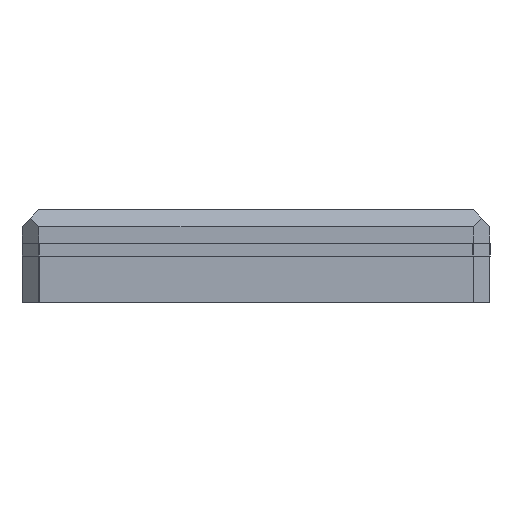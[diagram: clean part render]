
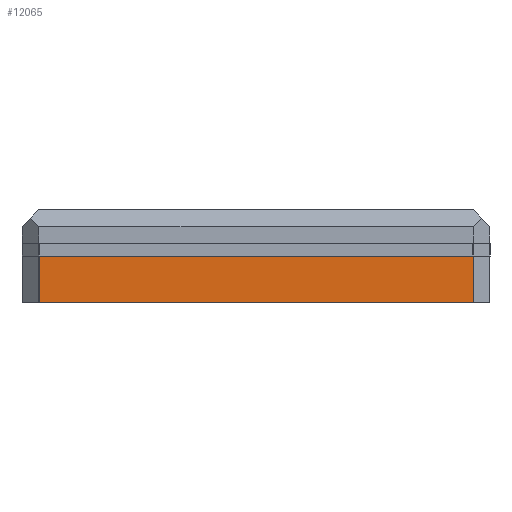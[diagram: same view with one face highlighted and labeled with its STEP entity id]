
A CAD part, left-side view. The second image highlights one B-rep face of the part: STEP entity #12065.
In plain terms, the highlighted planar face has unit normal (-1, 0, 0).
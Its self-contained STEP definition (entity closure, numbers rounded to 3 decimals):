
#222=FACE_OUTER_BOUND('',#835,.T.);
#835=EDGE_LOOP('',(#8640,#8641,#8642,#8643));
#1538=LINE('',#16470,#3272);
#1810=LINE('',#17025,#3544);
#2056=LINE('',#17515,#3790);
#2064=LINE('',#17543,#3798);
#3272=VECTOR('',#13361,1.);
#3544=VECTOR('',#13663,10.);
#3790=VECTOR('',#13911,1.);
#3798=VECTOR('',#13947,1.);
#4994=VERTEX_POINT('',#16467);
#4995=VERTEX_POINT('',#16469);
#5263=VERTEX_POINT('',#17023);
#5506=VERTEX_POINT('',#17513);
#6203=EDGE_CURVE('',#4994,#4995,#1538,.T.);
#6481=EDGE_CURVE('',#4994,#5263,#1810,.T.);
#6727=EDGE_CURVE('',#5506,#5263,#2056,.T.);
#6741=EDGE_CURVE('',#5506,#4995,#2064,.T.);
#8640=ORIENTED_EDGE('',*,*,#6481,.T.);
#8641=ORIENTED_EDGE('',*,*,#6727,.F.);
#8642=ORIENTED_EDGE('',*,*,#6741,.T.);
#8643=ORIENTED_EDGE('',*,*,#6203,.F.);
#11478=PLANE('',#12686);
#12065=ADVANCED_FACE('',(#222),#11478,.T.);
#12686=AXIS2_PLACEMENT_3D('',#17542,#13945,#13946);
#13361=DIRECTION('',(0.,1.,0.));
#13663=DIRECTION('',(0.,0.,1.));
#13911=DIRECTION('',(0.,-1.,0.));
#13945=DIRECTION('center_axis',(-1.,0.,0.));
#13946=DIRECTION('ref_axis',(0.,1.,0.));
#13947=DIRECTION('',(0.,0.,-1.));
#16467=CARTESIAN_POINT('',(1394.241,-2526.585,62.2));
#16469=CARTESIAN_POINT('',(1394.241,-2423.452,62.2));
#16470=CARTESIAN_POINT('',(1394.241,-2526.549,62.2));
#17023=CARTESIAN_POINT('',(1394.241,-2526.585,73.2));
#17025=CARTESIAN_POINT('',(1394.241,-2526.585,71.7));
#17513=CARTESIAN_POINT('',(1394.241,-2423.452,73.2));
#17515=CARTESIAN_POINT('',(1394.241,-2423.452,73.2));
#17542=CARTESIAN_POINT('Origin',(1394.241,-2526.596,73.2));
#17543=CARTESIAN_POINT('',(1394.241,-2423.452,73.2));
